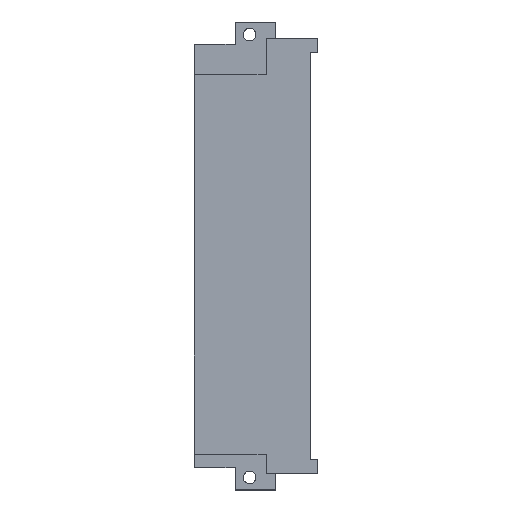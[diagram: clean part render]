
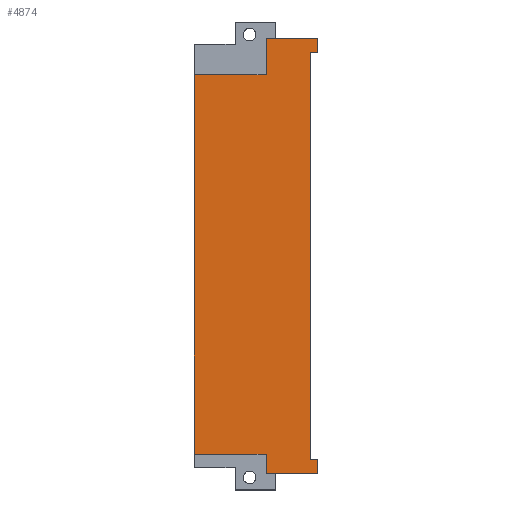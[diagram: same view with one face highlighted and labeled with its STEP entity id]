
A CAD part, top view. The second image highlights one B-rep face of the part: STEP entity #4874.
In plain terms, the highlighted free-form (B-spline) face has degree [1, 1] with [2, 2] control points.
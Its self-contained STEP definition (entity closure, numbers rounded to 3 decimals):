
#4575=CARTESIAN_POINT('',(-11.1,36.42,11.2));
#4576=VERTEX_POINT('',#4575);
#4582=CARTESIAN_POINT('',(3.3,36.42,11.2));
#4583=VERTEX_POINT('',#4582);
#4584=CARTESIAN_POINT('',(3.3,36.42,11.2));
#4585=CARTESIAN_POINT('',(-11.1,36.42,11.2));
#4586=B_SPLINE_CURVE_WITH_KNOTS('',1,(#4584,#4585),.UNSPECIFIED.,.F.,.U.,(2,2),(0.0,2.769),.UNSPECIFIED.);
#4587=EDGE_CURVE('',#4583,#4576,#4586,.T.);
#4610=CARTESIAN_POINT('',(3.3,43.7,11.2));
#4611=VERTEX_POINT('',#4610);
#4612=CARTESIAN_POINT('',(3.3,43.7,11.2));
#4613=CARTESIAN_POINT('',(3.3,36.42,11.2));
#4614=B_SPLINE_CURVE_WITH_KNOTS('',1,(#4612,#4613),.UNSPECIFIED.,.F.,.U.,(2,2),(0.0,0.693),.UNSPECIFIED.);
#4615=EDGE_CURVE('',#4611,#4583,#4614,.T.);
#4717=CARTESIAN_POINT('',(13.65,40.8,11.2));
#4718=VERTEX_POINT('',#4717);
#4724=CARTESIAN_POINT('',(12.13,40.8,11.2));
#4725=VERTEX_POINT('',#4724);
#4726=CARTESIAN_POINT('',(13.65,40.8,11.2));
#4727=CARTESIAN_POINT('',(12.13,40.8,11.2));
#4728=QUASI_UNIFORM_CURVE('',1,(#4726,#4727),.UNSPECIFIED.,.F.,.U.);
#4729=EDGE_CURVE('',#4718,#4725,#4728,.T.);
#4752=CARTESIAN_POINT('',(12.13,-40.8,11.2));
#4753=VERTEX_POINT('',#4752);
#4754=CARTESIAN_POINT('',(12.13,40.8,11.2));
#4755=CARTESIAN_POINT('',(12.13,-40.8,11.2));
#4756=B_SPLINE_CURVE_WITH_KNOTS('',1,(#4754,#4755),.UNSPECIFIED.,.F.,.U.,(2,2),(0.0,5.551),.UNSPECIFIED.);
#4757=EDGE_CURVE('',#4725,#4753,#4756,.T.);
#4780=CARTESIAN_POINT('',(13.65,-40.8,11.2));
#4781=VERTEX_POINT('',#4780);
#4782=CARTESIAN_POINT('',(12.13,-40.8,11.2));
#4783=CARTESIAN_POINT('',(13.65,-40.8,11.2));
#4784=QUASI_UNIFORM_CURVE('',1,(#4782,#4783),.UNSPECIFIED.,.F.,.U.);
#4785=EDGE_CURVE('',#4753,#4781,#4784,.T.);
#4806=CARTESIAN_POINT('',(13.65,-43.7,11.2));
#4807=VERTEX_POINT('',#4806);
#4808=CARTESIAN_POINT('',(13.65,-40.8,11.2));
#4809=CARTESIAN_POINT('',(13.65,-43.7,11.2));
#4810=QUASI_UNIFORM_CURVE('',1,(#4808,#4809),.UNSPECIFIED.,.F.,.U.);
#4811=EDGE_CURVE('',#4781,#4807,#4810,.T.);
#4823=CARTESIAN_POINT('',(14.887,-48.07,11.2));
#4824=CARTESIAN_POINT('',(14.887,48.07,11.2));
#4825=CARTESIAN_POINT('',(-12.338,-48.07,11.2));
#4826=CARTESIAN_POINT('',(-12.338,48.07,11.2));
#4827=QUASI_UNIFORM_SURFACE('',1,1,((#4823,#4825),(#4824,#4826)),.UNSPECIFIED.,.F.,.F.,.U.);
#4828=CARTESIAN_POINT('',(3.3,-39.8,11.2));
#4829=VERTEX_POINT('',#4828);
#4830=CARTESIAN_POINT('',(3.3,-43.7,11.2));
#4831=VERTEX_POINT('',#4830);
#4832=CARTESIAN_POINT('',(3.3,-39.8,11.2));
#4833=CARTESIAN_POINT('',(3.3,-43.7,11.2));
#4834=B_SPLINE_CURVE_WITH_KNOTS('',1,(#4832,#4833),.UNSPECIFIED.,.F.,.U.,(2,2),(0.453,1.0),.UNSPECIFIED.);
#4835=EDGE_CURVE('',#4829,#4831,#4834,.T.);
#4836=ORIENTED_EDGE('',*,*,#4835,.T.);
#4837=CARTESIAN_POINT('',(13.65,-43.7,11.2));
#4838=CARTESIAN_POINT('',(3.3,-43.7,11.2));
#4839=B_SPLINE_CURVE_WITH_KNOTS('',1,(#4837,#4838),.UNSPECIFIED.,.F.,.U.,(2,2),(0.0,0.983),.UNSPECIFIED.);
#4840=EDGE_CURVE('',#4807,#4831,#4839,.T.);
#4841=ORIENTED_EDGE('',*,*,#4840,.F.);
#4842=ORIENTED_EDGE('',*,*,#4811,.F.);
#4843=ORIENTED_EDGE('',*,*,#4785,.F.);
#4844=ORIENTED_EDGE('',*,*,#4757,.F.);
#4845=ORIENTED_EDGE('',*,*,#4729,.F.);
#4846=CARTESIAN_POINT('',(13.65,43.7,11.2));
#4847=VERTEX_POINT('',#4846);
#4848=CARTESIAN_POINT('',(13.65,43.7,11.2));
#4849=CARTESIAN_POINT('',(13.65,40.8,11.2));
#4850=QUASI_UNIFORM_CURVE('',1,(#4848,#4849),.UNSPECIFIED.,.F.,.U.);
#4851=EDGE_CURVE('',#4847,#4718,#4850,.T.);
#4852=ORIENTED_EDGE('',*,*,#4851,.F.);
#4853=CARTESIAN_POINT('',(3.3,43.7,11.2));
#4854=CARTESIAN_POINT('',(13.65,43.7,11.2));
#4855=B_SPLINE_CURVE_WITH_KNOTS('',1,(#4853,#4854),.UNSPECIFIED.,.F.,.U.,(2,2),(0.017,1.0),.UNSPECIFIED.);
#4856=EDGE_CURVE('',#4611,#4847,#4855,.T.);
#4857=ORIENTED_EDGE('',*,*,#4856,.F.);
#4858=ORIENTED_EDGE('',*,*,#4615,.T.);
#4859=ORIENTED_EDGE('',*,*,#4587,.T.);
#4860=CARTESIAN_POINT('',(-11.1,-39.8,11.2));
#4861=VERTEX_POINT('',#4860);
#4862=CARTESIAN_POINT('',(-11.1,-39.8,11.2));
#4863=CARTESIAN_POINT('',(-11.1,36.42,11.2));
#4864=B_SPLINE_CURVE_WITH_KNOTS('',1,(#4862,#4863),.UNSPECIFIED.,.F.,.U.,(2,2),(0.187,5.372),.UNSPECIFIED.);
#4865=EDGE_CURVE('',#4861,#4576,#4864,.T.);
#4866=ORIENTED_EDGE('',*,*,#4865,.F.);
#4867=CARTESIAN_POINT('',(-11.1,-39.8,11.2));
#4868=CARTESIAN_POINT('',(3.3,-39.8,11.2));
#4869=B_SPLINE_CURVE_WITH_KNOTS('',1,(#4867,#4868),.UNSPECIFIED.,.F.,.U.,(2,2),(0.0,2.021),.UNSPECIFIED.);
#4870=EDGE_CURVE('',#4861,#4829,#4869,.T.);
#4871=ORIENTED_EDGE('',*,*,#4870,.T.);
#4872=EDGE_LOOP('',(#4836,#4841,#4842,#4843,#4844,#4845,#4852,#4857,#4858,#4859,#4866,#4871));
#4873=FACE_OUTER_BOUND('',#4872,.T.);
#4874=ADVANCED_FACE('',(#4873),#4827,.T.);
